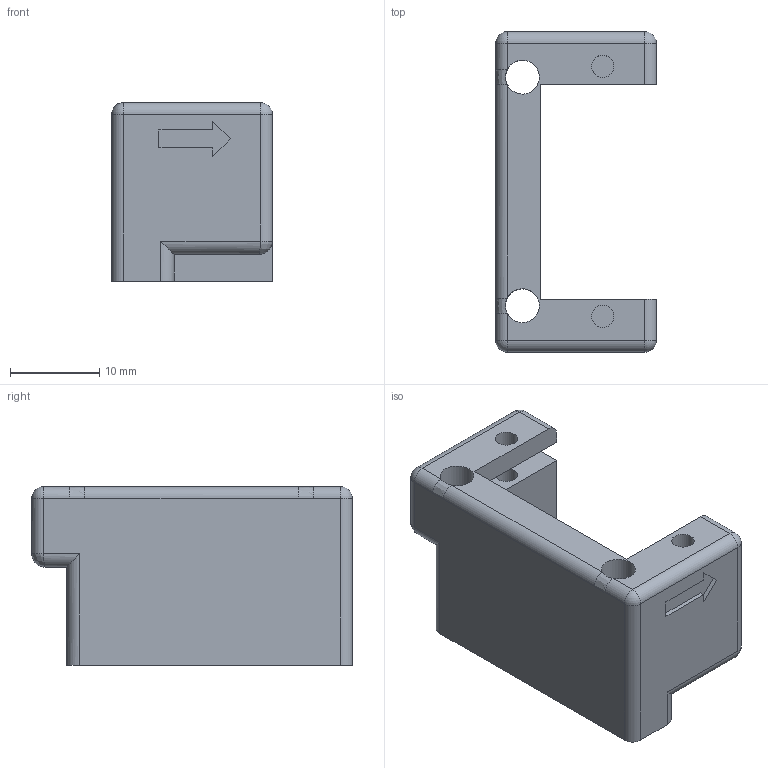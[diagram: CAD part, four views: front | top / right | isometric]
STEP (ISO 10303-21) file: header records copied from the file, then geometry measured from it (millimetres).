
FILE_DESCRIPTION(('FreeCAD Model'),'2;1');
FILE_NAME('Evolution_sujeta_miniservo.step', '2015-03-17T14:17:32',('Author'),(''), 'Open CASCADE STEP processor 6.7','FreeCAD','Unknown');
FILE_SCHEMA(('AUTOMOTIVE_DESIGN_CC2 { 1 2 10303 214 -1 1 5 4 }'));
Length unit declared in the file: millimetre
Products named in the file (1): SUJETA_MINISERVO_FINAL
Bounding box: 18 x 35.9 x 20 mm (x, y, z)
Volume: 4781.5 mm3; surface area: 3753.1 mm2
Topology: 1 solids, 1 shells, 92 faces, 243 edges, 148 vertices
Faces by surface type: plane 58, cylinder 25, bspline 5, sphere 4
Full cylindrical faces by diameter (mm): 2.5 x4, 3.8 x2
Entity records: 6840 total; most frequent: CARTESIAN_POINT 1501, DIRECTION 841, LINE 563, VECTOR 563, ORIENTED_EDGE 472, PCURVE 472, DEFINITIONAL_REPRESENTATION 472, EDGE_CURVE 236
